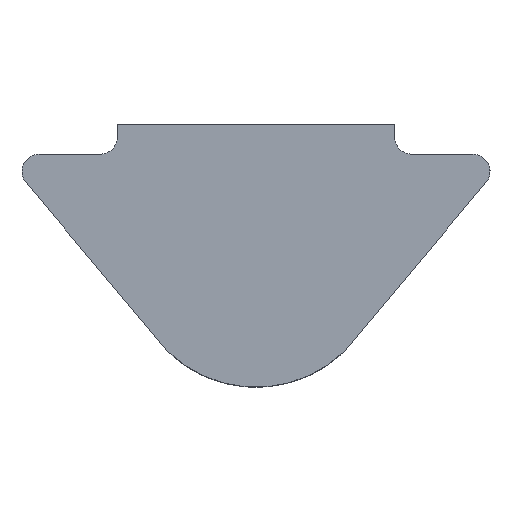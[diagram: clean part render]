
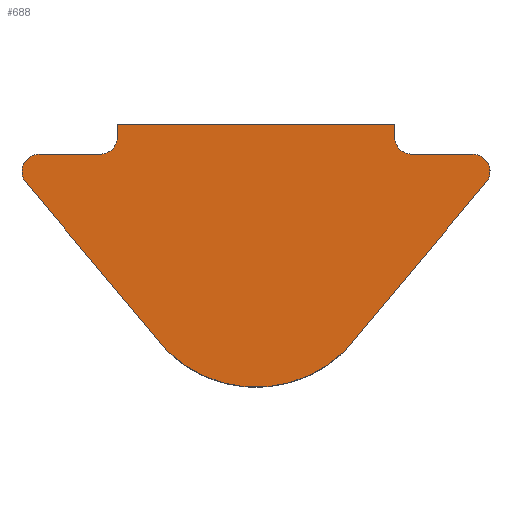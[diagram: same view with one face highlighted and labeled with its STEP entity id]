
A CAD part, left-side view. The second image highlights one B-rep face of the part: STEP entity #688.
In plain terms, the highlighted planar face has unit normal (-1, 0, 0).
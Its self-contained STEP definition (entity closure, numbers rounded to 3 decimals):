
#263=CARTESIAN_POINT('',(7.,17.425,-10.157));
#264=VERTEX_POINT('',#263);
#281=CARTESIAN_POINT('',(7.,13.397,-5.354));
#282=VERTEX_POINT('',#281);
#289=CARTESIAN_POINT('',(7.,17.425,-10.157));
#290=DIRECTION('',(0.,-0.643,0.766));
#291=VECTOR('',#290,6.268);
#292=LINE('',#289,#291);
#293=EDGE_CURVE('',#264,#282,#292,.T.);
#304=CARTESIAN_POINT('',(7.,22.575,-10.157));
#305=VERTEX_POINT('',#304);
#306=CARTESIAN_POINT('',(7.0,20.,-7.57));
#307=DIRECTION('',(-1.0,0.0,0.0));
#308=DIRECTION('',(0.0,0.0,-1.0));
#309=AXIS2_PLACEMENT_3D('',#306,#307,#308);
#310=CIRCLE('',#309,3.65);
#311=EDGE_CURVE('',#305,#264,#310,.T.);
#351=CARTESIAN_POINT('',(7.,24.0,-4.));
#352=VERTEX_POINT('',#351);
#359=CARTESIAN_POINT('',(7.,24.0,-3.65));
#360=VERTEX_POINT('',#359);
#361=CARTESIAN_POINT('',(7.,24.0,-3.65));
#362=DIRECTION('',(0.0,0.0,-1.0));
#363=VECTOR('',#362,0.35);
#364=LINE('',#361,#363);
#365=EDGE_CURVE('',#360,#352,#364,.T.);
#390=CARTESIAN_POINT('',(7.,24.5,-4.5));
#391=VERTEX_POINT('',#390);
#398=CARTESIAN_POINT('',(7.,24.5,-4.));
#399=DIRECTION('',(1.,0.,0.));
#400=DIRECTION('',(0.,-0.707,-0.707));
#401=AXIS2_PLACEMENT_3D('',#398,#399,#400);
#402=CIRCLE('',#401,0.5);
#403=EDGE_CURVE('',#352,#391,#402,.T.);
#422=CARTESIAN_POINT('',(7.,26.25,-4.5));
#423=VERTEX_POINT('',#422);
#430=CARTESIAN_POINT('',(7.,24.5,-4.5));
#431=DIRECTION('',(0.0,1.0,0.0));
#432=VECTOR('',#431,1.75);
#433=LINE('',#430,#432);
#434=EDGE_CURVE('',#391,#423,#433,.T.);
#454=CARTESIAN_POINT('',(7.,26.603,-5.354));
#455=VERTEX_POINT('',#454);
#462=CARTESIAN_POINT('',(7.,26.25,-5.));
#463=DIRECTION('',(-1.0,0.,0.));
#464=DIRECTION('',(0.,0.924,0.382));
#465=AXIS2_PLACEMENT_3D('',#462,#463,#464);
#466=CIRCLE('',#465,0.5);
#467=EDGE_CURVE('',#423,#455,#466,.T.);
#479=CARTESIAN_POINT('',(7.,26.603,-5.354));
#480=DIRECTION('',(0.,-0.643,-0.766));
#481=VECTOR('',#480,6.268);
#482=LINE('',#479,#481);
#483=EDGE_CURVE('',#455,#305,#482,.T.);
#509=CARTESIAN_POINT('',(7.,13.75,-4.5));
#510=VERTEX_POINT('',#509);
#517=CARTESIAN_POINT('',(7.,13.75,-5.));
#518=DIRECTION('',(-1.,0.,0.));
#519=DIRECTION('',(0.,-0.924,0.382));
#520=AXIS2_PLACEMENT_3D('',#517,#518,#519);
#521=CIRCLE('',#520,0.5);
#522=EDGE_CURVE('',#282,#510,#521,.T.);
#541=CARTESIAN_POINT('',(7.,15.5,-4.5));
#542=VERTEX_POINT('',#541);
#549=CARTESIAN_POINT('',(7.,13.75,-4.5));
#550=DIRECTION('',(0.0,1.0,0.0));
#551=VECTOR('',#550,1.75);
#552=LINE('',#549,#551);
#553=EDGE_CURVE('',#510,#542,#552,.T.);
#573=CARTESIAN_POINT('',(7.,16.0,-4.));
#574=VERTEX_POINT('',#573);
#581=CARTESIAN_POINT('',(7.,15.5,-4.));
#582=DIRECTION('',(1.,0.,0.));
#583=DIRECTION('',(0.,0.707,-0.707));
#584=AXIS2_PLACEMENT_3D('',#581,#582,#583);
#585=CIRCLE('',#584,0.5);
#586=EDGE_CURVE('',#542,#574,#585,.T.);
#605=CARTESIAN_POINT('',(7.,16.0,-3.65));
#606=VERTEX_POINT('',#605);
#613=CARTESIAN_POINT('',(7.,16.0,-4.));
#614=DIRECTION('',(0.0,0.0,1.0));
#615=VECTOR('',#614,0.35);
#616=LINE('',#613,#615);
#617=EDGE_CURVE('',#574,#606,#616,.T.);
#635=CARTESIAN_POINT('',(7.,16.0,-3.65));
#636=DIRECTION('',(0.0,1.0,0.0));
#637=VECTOR('',#636,8.0);
#638=LINE('',#635,#637);
#639=EDGE_CURVE('',#606,#360,#638,.T.);
#669=CARTESIAN_POINT('',(7.0,20.,-6.537));
#670=DIRECTION('',(-1.0,0.0,0.0));
#671=DIRECTION('',(0.0,0.0,1.0));
#672=AXIS2_PLACEMENT_3D('',#669,#670,#671);
#673=PLANE('',#672);
#674=ORIENTED_EDGE('',*,*,#639,.T.);
#675=ORIENTED_EDGE('',*,*,#365,.T.);
#676=ORIENTED_EDGE('',*,*,#403,.T.);
#677=ORIENTED_EDGE('',*,*,#434,.T.);
#678=ORIENTED_EDGE('',*,*,#467,.T.);
#679=ORIENTED_EDGE('',*,*,#483,.T.);
#680=ORIENTED_EDGE('',*,*,#311,.T.);
#681=ORIENTED_EDGE('',*,*,#293,.T.);
#682=ORIENTED_EDGE('',*,*,#522,.T.);
#683=ORIENTED_EDGE('',*,*,#553,.T.);
#684=ORIENTED_EDGE('',*,*,#586,.T.);
#685=ORIENTED_EDGE('',*,*,#617,.T.);
#686=EDGE_LOOP('',(#674,#675,#676,#677,#678,#679,#680,#681,#682,#683,#684,#685));
#687=FACE_OUTER_BOUND('',#686,.T.);
#688=ADVANCED_FACE('',(#687),#673,.T.);
